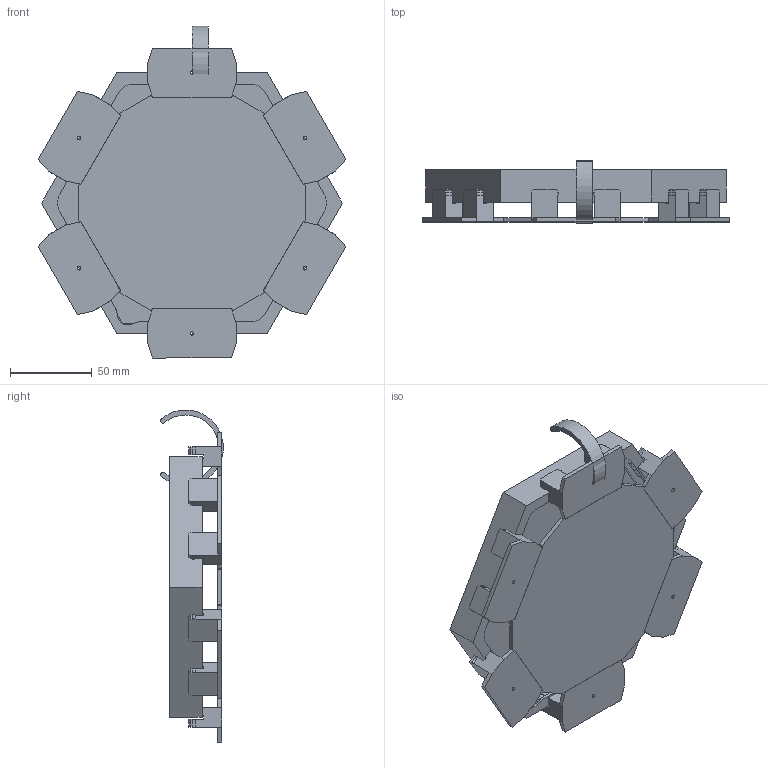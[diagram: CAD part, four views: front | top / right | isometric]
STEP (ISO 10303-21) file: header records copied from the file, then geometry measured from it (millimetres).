
FILE_DESCRIPTION(/* description */ (''),/* implementation_level */ '2;1');
FILE_NAME(/* name */ 'Hex Light v66.stp',/* time_stamp */ '2025-09-12T00:14:28+02:00',/* author */ (''),/* organization */ (''),/* preprocessor_version */ 'ST-DEVELOPER v20.1',/* originating_system */ 'Autodesk Translation Framework v14.10.0.0',/* authorisation */ '');
FILE_SCHEMA (('AUTOMOTIVE_DESIGN { 1 0 10303 214 3 1 1 }'));
Length unit declared in the file: millimetre
Products named in the file (5): Hex Light; Cover; Connectors; Alignment Tool; Lid Popper
Assembly tree (4 placements, depth 2):
  Hex Light
    Cover
    Connectors
    Alignment Tool
    Lid Popper
Bounding box: 187.82 x 38.32 x 202.57 mm (x, y, z)
Volume: 164877.4 mm3; surface area: 140264.9 mm2
Topology: 10 solids, 10 shells, 526 faces, 1491 edges, 974 vertices
Faces by surface type: plane 418, cylinder 102, cone 6
Full cylindrical faces by diameter (mm): 2.2 x6
Entity records: 17044 total; most frequent: CARTESIAN_POINT 3000, ORIENTED_EDGE 2982, DIRECTION 2769, EDGE_CURVE 1491, LINE 1283, VECTOR 1283, VERTEX_POINT 974, AXIS2_PLACEMENT_3D 743
